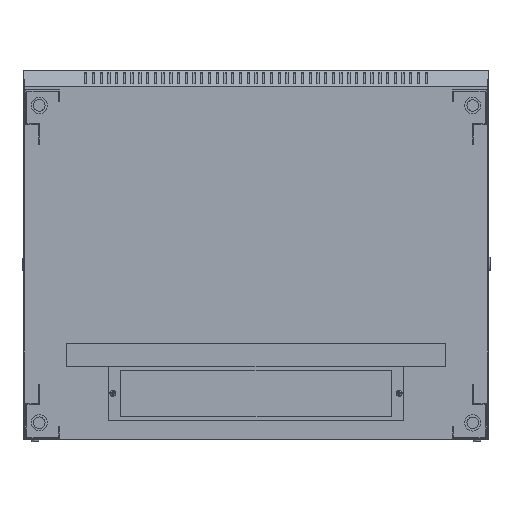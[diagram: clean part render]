
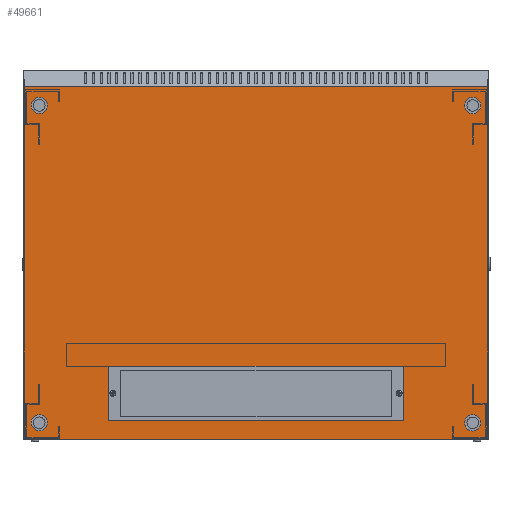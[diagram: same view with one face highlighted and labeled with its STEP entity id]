
A CAD part, front view. The second image highlights one B-rep face of the part: STEP entity #49661.
In plain terms, the highlighted planar face has unit normal (0, -1, 0).
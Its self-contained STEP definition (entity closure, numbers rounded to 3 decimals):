
#465 = ORIENTED_EDGE ( 'NONE', *, *, #10767, .T. ) ;
#2234 = LINE ( 'NONE', #81809, #117046 ) ;
#2460 = DIRECTION ( 'NONE',  ( 0., 0., 1. ) ) ;
#4336 = EDGE_CURVE ( 'NONE', #32560, #111463, #110030, .T. ) ;
#5297 = CIRCLE ( 'NONE', #91859, 3.25 ) ;
#5489 = VECTOR ( 'NONE', #95398, 1000. ) ;
#6005 = ORIENTED_EDGE ( 'NONE', *, *, #107585, .T. ) ;
#7442 = ORIENTED_EDGE ( 'NONE', *, *, #129853, .T. ) ;
#7666 = EDGE_CURVE ( 'NONE', #90315, #58009, #133694, .T. ) ;
#10196 = AXIS2_PLACEMENT_3D ( 'NONE', #137938, #137362, #136969 ) ;
#10767 = EDGE_CURVE ( 'NONE', #61783, #54666, #111414, .T. ) ;
#10982 = VECTOR ( 'NONE', #114260, 1000. ) ;
#11490 = AXIS2_PLACEMENT_3D ( 'NONE', #48364, #71599, #2460 ) ;
#14018 = CARTESIAN_POINT ( 'NONE',  ( 280., 0., 21.9 ) ) ;
#14981 = CARTESIAN_POINT ( 'NONE',  ( 190., 0., 95. ) ) ;
#15016 = CARTESIAN_POINT ( 'NONE',  ( 300., 0., 0. ) ) ;
#15491 = DIRECTION ( 'NONE',  ( 1., 0., 0. ) ) ;
#18182 = EDGE_LOOP ( 'NONE', ( #121437, #23238 ) ) ;
#20470 = VECTOR ( 'NONE', #51848, 1000. ) ;
#20515 = CARTESIAN_POINT ( 'NONE',  ( -190., 0., 95. ) ) ;
#20615 = ORIENTED_EDGE ( 'NONE', *, *, #130548, .F. ) ;
#22502 = EDGE_CURVE ( 'NONE', #133121, #90762, #105660, .T. ) ;
#23238 = ORIENTED_EDGE ( 'NONE', *, *, #4336, .T. ) ;
#24072 = VERTEX_POINT ( 'NONE', #79894 ) ;
#25175 = PLANE ( 'NONE',  #11490 ) ;
#25549 = DIRECTION ( 'NONE',  ( 0., 0., 1. ) ) ;
#25736 = DIRECTION ( 'NONE',  ( 0., 1., 0. ) ) ;
#30038 = ORIENTED_EDGE ( 'NONE', *, *, #129232, .T. ) ;
#30768 = FACE_BOUND ( 'NONE', #31454, .T. ) ;
#30955 = CARTESIAN_POINT ( 'NONE',  ( -280., 0., 18.65 ) ) ;
#31166 = VECTOR ( 'NONE', #31965, 1000. ) ;
#31454 = EDGE_LOOP ( 'NONE', ( #30038, #112498 ) ) ;
#31941 = CARTESIAN_POINT ( 'NONE',  ( -280., 0., 25.15 ) ) ;
#31965 = DIRECTION ( 'NONE',  ( 0., 0., -1. ) ) ;
#32560 = VERTEX_POINT ( 'NONE', #109106 ) ;
#34602 = VECTOR ( 'NONE', #141791, 1000. ) ;
#35002 = CARTESIAN_POINT ( 'NONE',  ( -280., 0., 435.15 ) ) ;
#36468 = EDGE_LOOP ( 'NONE', ( #6005, #20615, #47658, #67575 ) ) ;
#38948 = VERTEX_POINT ( 'NONE', #94065 ) ;
#40008 = DIRECTION ( 'NONE',  ( 0., 1., 0. ) ) ;
#40246 = CARTESIAN_POINT ( 'NONE',  ( -300., 0., 456.5 ) ) ;
#40690 = CARTESIAN_POINT ( 'NONE',  ( 190., 0., 25. ) ) ;
#40805 = CARTESIAN_POINT ( 'NONE',  ( 280., 0., 431.9 ) ) ;
#41971 = EDGE_LOOP ( 'NONE', ( #7442, #465 ) ) ;
#47466 = CARTESIAN_POINT ( 'NONE',  ( 280., 0., 428.65 ) ) ;
#47634 = CIRCLE ( 'NONE', #88650, 3.25 ) ;
#47658 = ORIENTED_EDGE ( 'NONE', *, *, #130772, .F. ) ;
#48364 = CARTESIAN_POINT ( 'NONE',  ( 300., 0., 456.5 ) ) ;
#48376 = VECTOR ( 'NONE', #124434, 1000. ) ;
#49661 = ADVANCED_FACE ( 'NONE', ( #30768, #61430, #122023, #118508, #88384, #57810 ), #25175, .F. ) ;
#51848 = DIRECTION ( 'NONE',  ( 0., 0., -1. ) ) ;
#52377 = DIRECTION ( 'NONE',  ( 0., 0., 1. ) ) ;
#54666 = VERTEX_POINT ( 'NONE', #128088 ) ;
#54719 = EDGE_LOOP ( 'NONE', ( #82809, #86635 ) ) ;
#57810 = FACE_BOUND ( 'NONE', #59048, .T. ) ;
#58009 = VERTEX_POINT ( 'NONE', #101499 ) ;
#59048 = EDGE_LOOP ( 'NONE', ( #74735, #95046, #101082, #121145 ) ) ;
#61430 = FACE_BOUND ( 'NONE', #18182, .T. ) ;
#61783 = VERTEX_POINT ( 'NONE', #144942 ) ;
#63169 = LINE ( 'NONE', #107264, #116658 ) ;
#63492 = CARTESIAN_POINT ( 'NONE',  ( -280., 0., 431.9 ) ) ;
#64796 = CARTESIAN_POINT ( 'NONE',  ( -300., 0., 0. ) ) ;
#67575 = ORIENTED_EDGE ( 'NONE', *, *, #22502, .T. ) ;
#71599 = DIRECTION ( 'NONE',  ( 0., 1., 0. ) ) ;
#74735 = ORIENTED_EDGE ( 'NONE', *, *, #130974, .F. ) ;
#75162 = DIRECTION ( 'NONE',  ( 0., 0., 1. ) ) ;
#76601 = VERTEX_POINT ( 'NONE', #20515 ) ;
#76603 = CIRCLE ( 'NONE', #94711, 3.25 ) ;
#77707 = AXIS2_PLACEMENT_3D ( 'NONE', #14018, #94419, #25549 ) ;
#78769 = VERTEX_POINT ( 'NONE', #40690 ) ;
#79894 = CARTESIAN_POINT ( 'NONE',  ( 190., 0., 95. ) ) ;
#81809 = CARTESIAN_POINT ( 'NONE',  ( -190., 0., 95. ) ) ;
#82809 = ORIENTED_EDGE ( 'NONE', *, *, #129435, .T. ) ;
#86635 = ORIENTED_EDGE ( 'NONE', *, *, #7666, .T. ) ;
#88384 = FACE_OUTER_BOUND ( 'NONE', #36468, .T. ) ;
#88650 = AXIS2_PLACEMENT_3D ( 'NONE', #40805, #120746, #52377 ) ;
#89540 = AXIS2_PLACEMENT_3D ( 'NONE', #63492, #142995, #75162 ) ;
#89581 = CARTESIAN_POINT ( 'NONE',  ( -300., 0., 456.5 ) ) ;
#90315 = VERTEX_POINT ( 'NONE', #47466 ) ;
#90762 = VERTEX_POINT ( 'NONE', #89581 ) ;
#90873 = DIRECTION ( 'NONE',  ( 0., 0., 1. ) ) ;
#90927 = DIRECTION ( 'NONE',  ( 0., 1., 0. ) ) ;
#91067 = CARTESIAN_POINT ( 'NONE',  ( 280., 0., 21.9 ) ) ;
#91859 = AXIS2_PLACEMENT_3D ( 'NONE', #108625, #40008, #119972 ) ;
#93660 = LINE ( 'NONE', #14981, #5489 ) ;
#94065 = CARTESIAN_POINT ( 'NONE',  ( -190., 0., 25. ) ) ;
#94419 = DIRECTION ( 'NONE',  ( 0., 1., 0. ) ) ;
#94611 = CARTESIAN_POINT ( 'NONE',  ( -280., 0., 21.9 ) ) ;
#94711 = AXIS2_PLACEMENT_3D ( 'NONE', #94611, #25736, #105982 ) ;
#95046 = ORIENTED_EDGE ( 'NONE', *, *, #132031, .F. ) ;
#95398 = DIRECTION ( 'NONE',  ( 0., 0., 1. ) ) ;
#95456 = VERTEX_POINT ( 'NONE', #31941 ) ;
#95508 = DIRECTION ( 'NONE',  ( 0., 0., 1. ) ) ;
#98393 = DIRECTION ( 'NONE',  ( 0., 1., 0. ) ) ;
#101082 = ORIENTED_EDGE ( 'NONE', *, *, #132242, .F. ) ;
#101499 = CARTESIAN_POINT ( 'NONE',  ( 280., 0., 435.15 ) ) ;
#101784 = CARTESIAN_POINT ( 'NONE',  ( 280., 0., 431.9 ) ) ;
#102551 = LINE ( 'NONE', #102818, #10982 ) ;
#102818 = CARTESIAN_POINT ( 'NONE',  ( -190., 0., 95. ) ) ;
#105660 = LINE ( 'NONE', #123962, #48376 ) ;
#105982 = DIRECTION ( 'NONE',  ( 0., 0., 1. ) ) ;
#106734 = AXIS2_PLACEMENT_3D ( 'NONE', #91067, #90927, #90873 ) ;
#107264 = CARTESIAN_POINT ( 'NONE',  ( -190., 0., 25. ) ) ;
#107585 = EDGE_CURVE ( 'NONE', #90762, #124764, #115485, .T. ) ;
#108625 = CARTESIAN_POINT ( 'NONE',  ( -280., 0., 21.9 ) ) ;
#109106 = CARTESIAN_POINT ( 'NONE',  ( -280., 0., 428.65 ) ) ;
#110030 = CIRCLE ( 'NONE', #10196, 3.25 ) ;
#111414 = CIRCLE ( 'NONE', #106734, 3.25 ) ;
#111463 = VERTEX_POINT ( 'NONE', #35002 ) ;
#112030 = CIRCLE ( 'NONE', #89540, 3.25 ) ;
#112070 = CARTESIAN_POINT ( 'NONE',  ( 300., 0., 456.5 ) ) ;
#112498 = ORIENTED_EDGE ( 'NONE', *, *, #146810, .T. ) ;
#114260 = DIRECTION ( 'NONE',  ( -1., 0., 0. ) ) ;
#115485 = LINE ( 'NONE', #40246, #20470 ) ;
#116658 = VECTOR ( 'NONE', #15491, 1000. ) ;
#117046 = VECTOR ( 'NONE', #138657, 1000. ) ;
#118508 = FACE_BOUND ( 'NONE', #41971, .T. ) ;
#119972 = DIRECTION ( 'NONE',  ( 0., 0., 1. ) ) ;
#120746 = DIRECTION ( 'NONE',  ( 0., 1., 0. ) ) ;
#120841 = VERTEX_POINT ( 'NONE', #15016 ) ;
#121145 = ORIENTED_EDGE ( 'NONE', *, *, #132285, .F. ) ;
#121437 = ORIENTED_EDGE ( 'NONE', *, *, #129424, .T. ) ;
#122023 = FACE_BOUND ( 'NONE', #54719, .T. ) ;
#122392 = LINE ( 'NONE', #112070, #31166 ) ;
#123962 = CARTESIAN_POINT ( 'NONE',  ( 300., 0., 456.5 ) ) ;
#124434 = DIRECTION ( 'NONE',  ( -1., 0., 0. ) ) ;
#124764 = VERTEX_POINT ( 'NONE', #64796 ) ;
#125739 = LINE ( 'NONE', #130430, #34602 ) ;
#128088 = CARTESIAN_POINT ( 'NONE',  ( 280., 0., 25.15 ) ) ;
#129232 = EDGE_CURVE ( 'NONE', #95456, #130747, #76603, .T. ) ;
#129424 = EDGE_CURVE ( 'NONE', #111463, #32560, #112030, .T. ) ;
#129435 = EDGE_CURVE ( 'NONE', #58009, #90315, #47634, .T. ) ;
#129853 = EDGE_CURVE ( 'NONE', #54666, #61783, #145496, .T. ) ;
#130430 = CARTESIAN_POINT ( 'NONE',  ( 300., 0., 0. ) ) ;
#130548 = EDGE_CURVE ( 'NONE', #120841, #124764, #125739, .T. ) ;
#130747 = VERTEX_POINT ( 'NONE', #30955 ) ;
#130772 = EDGE_CURVE ( 'NONE', #133121, #120841, #122392, .T. ) ;
#130974 = EDGE_CURVE ( 'NONE', #76601, #38948, #2234, .T. ) ;
#132031 = EDGE_CURVE ( 'NONE', #24072, #76601, #102551, .T. ) ;
#132242 = EDGE_CURVE ( 'NONE', #78769, #24072, #93660, .T. ) ;
#132285 = EDGE_CURVE ( 'NONE', #38948, #78769, #63169, .T. ) ;
#133121 = VERTEX_POINT ( 'NONE', #135902 ) ;
#133694 = CIRCLE ( 'NONE', #134825, 3.25 ) ;
#134825 = AXIS2_PLACEMENT_3D ( 'NONE', #101784, #98393, #95508 ) ;
#135902 = CARTESIAN_POINT ( 'NONE',  ( 300., 0., 456.5 ) ) ;
#136969 = DIRECTION ( 'NONE',  ( 0., 0., 1. ) ) ;
#137362 = DIRECTION ( 'NONE',  ( 0., 1., 0. ) ) ;
#137938 = CARTESIAN_POINT ( 'NONE',  ( -280., 0., 431.9 ) ) ;
#138657 = DIRECTION ( 'NONE',  ( 0., 0., -1. ) ) ;
#141791 = DIRECTION ( 'NONE',  ( -1., 0., 0. ) ) ;
#142995 = DIRECTION ( 'NONE',  ( 0., 1., 0. ) ) ;
#144942 = CARTESIAN_POINT ( 'NONE',  ( 280., 0., 18.65 ) ) ;
#145496 = CIRCLE ( 'NONE', #77707, 3.25 ) ;
#146810 = EDGE_CURVE ( 'NONE', #130747, #95456, #5297, .T. ) ;
